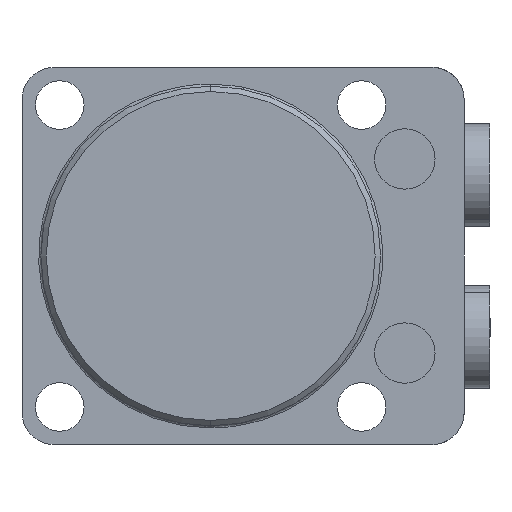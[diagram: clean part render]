
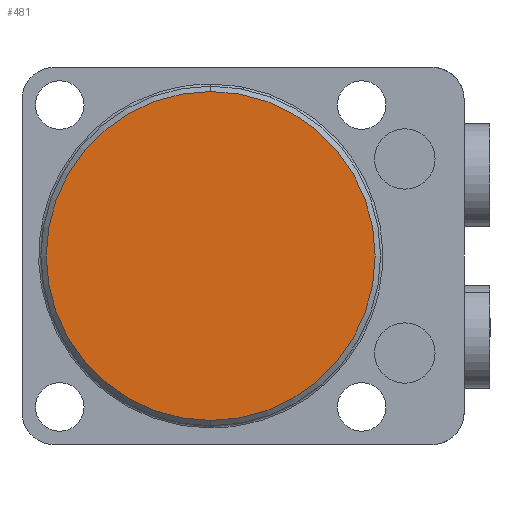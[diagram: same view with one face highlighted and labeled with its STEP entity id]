
A CAD part, front view. The second image highlights one B-rep face of the part: STEP entity #481.
In plain terms, the highlighted planar face has unit normal (0, -1, 0).
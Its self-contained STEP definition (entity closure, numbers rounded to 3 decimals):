
#128 = AXIS2_PLACEMENT_3D ( 'NONE', #2649, #2648, #2647 ) ;
#159 = AXIS2_PLACEMENT_3D ( 'NONE', #3345, #3344, #3343 ) ;
#481 = ADVANCED_FACE ( 'NONE', ( #2099 ), #2438, .T. ) ;
#572 = AXIS2_PLACEMENT_3D ( 'NONE', #2596, #2446, #2450 ) ;
#1032 = EDGE_LOOP ( 'NONE', ( #1578, #1561 ) ) ;
#1305 = VERTEX_POINT ( 'NONE', #1673 ) ;
#1334 = VERTEX_POINT ( 'NONE', #1718 ) ;
#1561 = ORIENTED_EDGE ( 'NONE', *, *, #3606, .F. ) ;
#1578 = ORIENTED_EDGE ( 'NONE', *, *, #3701, .F. ) ;
#1673 = CARTESIAN_POINT ( 'NONE',  ( 0., -77.5, 30.5 ) ) ;
#1718 = CARTESIAN_POINT ( 'NONE',  ( 0., -77.5, -30.5 ) ) ;
#2099 = FACE_OUTER_BOUND ( 'NONE', #1032, .T. ) ;
#2438 = PLANE ( 'NONE',  #572 ) ;
#2446 = DIRECTION ( 'NONE',  ( 0., -1., 0. ) ) ;
#2450 = DIRECTION ( 'NONE',  ( 0., 0., -1. ) ) ;
#2596 = CARTESIAN_POINT ( 'NONE',  ( 0., -77.5, 0. ) ) ;
#2647 = DIRECTION ( 'NONE',  ( 0., 0., 1. ) ) ;
#2648 = DIRECTION ( 'NONE',  ( 0., 1., 0. ) ) ;
#2649 = CARTESIAN_POINT ( 'NONE',  ( 0., -77.5, 0. ) ) ;
#3343 = DIRECTION ( 'NONE',  ( 0., 0., 1. ) ) ;
#3344 = DIRECTION ( 'NONE',  ( 0., 1., 0. ) ) ;
#3345 = CARTESIAN_POINT ( 'NONE',  ( 0., -77.5, 0. ) ) ;
#3606 = EDGE_CURVE ( 'NONE', #1334, #1305, #4272, .T. ) ;
#3701 = EDGE_CURVE ( 'NONE', #1305, #1334, #4225, .T. ) ;
#4225 = CIRCLE ( 'NONE', #128, 30.5 ) ;
#4272 = CIRCLE ( 'NONE', #159, 30.5 ) ;
